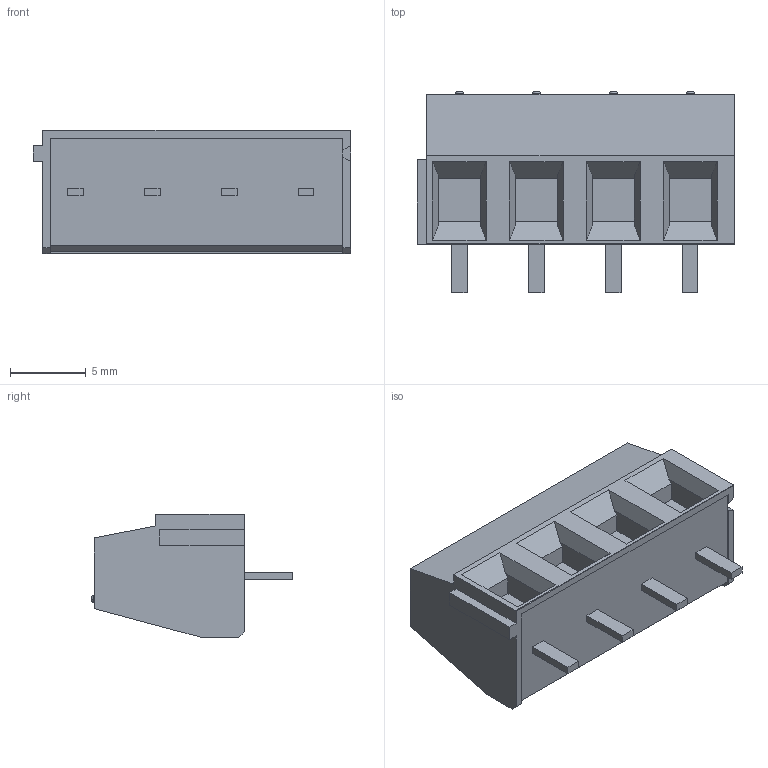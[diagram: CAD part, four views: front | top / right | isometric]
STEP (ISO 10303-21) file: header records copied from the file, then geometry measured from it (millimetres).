
FILE_DESCRIPTION((''),'2;1');
FILE_NAME('398800304','2015-02-27T',('me'),(''),'PRO/ENGINEER BY PARAMETRIC TECHNOLOGY CORPORATION, 2011490','PRO/ENGINEER BY PARAMETRIC TECHNOLOGY CORPORATION, 2011490','');
FILE_SCHEMA(('CONFIG_CONTROL_DESIGN'));
Length unit declared in the file: inch
Products named in the file (1): 398800304
Bounding box: 20.93 x 13.27 x 8.13 mm (x, y, z)
Volume: 1183.7 mm3; surface area: 1244 mm2
Topology: 1 solids, 1 shells, 169 faces, 459 edges, 316 vertices
Faces by surface type: plane 120, cylinder 33, bspline 8, cone 4, torus 4
Entity records: 5801 total; most frequent: CARTESIAN_POINT 1454, DIRECTION 905, ORIENTED_EDGE 878, EDGE_CURVE 439, VECTOR 305, LINE 305, AXIS2_PLACEMENT_3D 300, VERTEX_POINT 284
